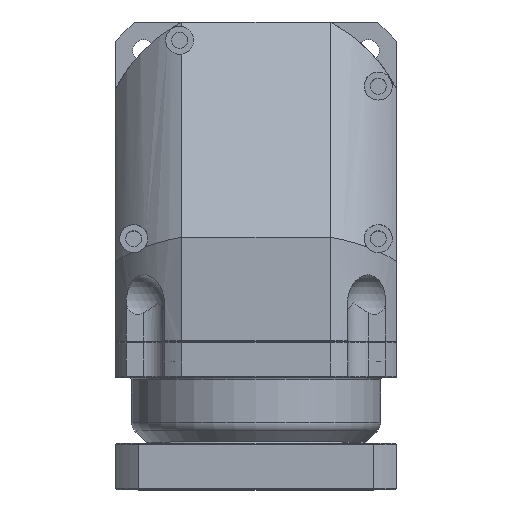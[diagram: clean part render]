
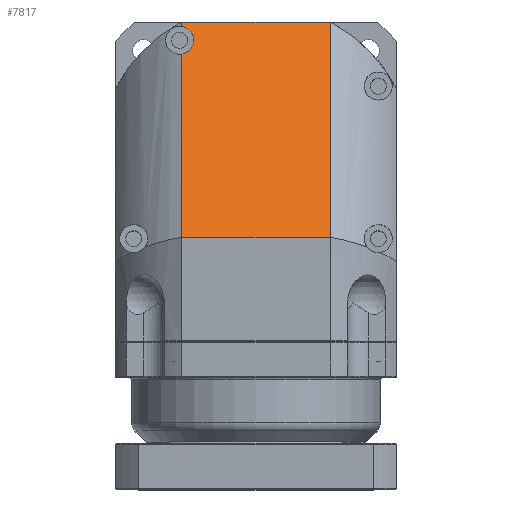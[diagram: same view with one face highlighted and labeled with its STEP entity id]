
A CAD part, top view. The second image highlights one B-rep face of the part: STEP entity #7817.
In plain terms, the highlighted face is planar.
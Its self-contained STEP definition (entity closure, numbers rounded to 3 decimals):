
#3537=CARTESIAN_POINT('',(16.5,-57.5,30.311));
#3941=DIRECTION('',(0.,0.,-1.));
#3942=VECTOR('',#3941,60.622);
#3943=CARTESIAN_POINT('',(16.5,-57.5,30.311));
#3944=LINE('',#3943,#3942);
#3945=CARTESIAN_POINT('',(5.478,-44.365,30.311));
#3946=CARTESIAN_POINT('',(5.528,-44.424,29.96));
#3947=CARTESIAN_POINT('',(5.627,-44.542,29.542));
#3948=CARTESIAN_POINT('',(5.825,-44.778,28.895));
#3949=CARTESIAN_POINT('',(6.073,-45.073,28.335));
#3950=CARTESIAN_POINT('',(6.37,-45.428,27.807));
#3951=CARTESIAN_POINT('',(6.767,-45.9,27.243));
#3952=CARTESIAN_POINT('',(7.262,-46.491,26.708));
#3953=CARTESIAN_POINT('',(7.857,-47.2,26.241));
#3954=CARTESIAN_POINT('',(8.452,-47.908,25.905));
#3955=CARTESIAN_POINT('',(9.245,-48.854,25.601));
#3956=CARTESIAN_POINT('',(10.236,-50.035,25.458));
#3957=CARTESIAN_POINT('',(11.227,-51.216,25.601));
#3958=CARTESIAN_POINT('',(12.02,-52.161,25.905));
#3959=CARTESIAN_POINT('',(12.615,-52.87,26.241));
#3960=CARTESIAN_POINT('',(13.21,-53.579,26.708));
#3961=CARTESIAN_POINT('',(13.705,-54.169,27.243));
#3962=CARTESIAN_POINT('',(14.102,-54.642,27.807));
#3963=CARTESIAN_POINT('',(14.399,-54.996,28.335));
#3964=CARTESIAN_POINT('',(14.647,-55.292,28.895));
#3965=CARTESIAN_POINT('',(14.845,-55.528,29.542));
#3966=CARTESIAN_POINT('',(14.944,-55.646,29.96));
#3967=CARTESIAN_POINT('',(14.994,-55.705,30.311));
#3969=DIRECTION('',(0.643,-0.766,0.));
#3970=VECTOR('',#3969,2.343);
#3971=CARTESIAN_POINT('',(14.994,-55.705,30.311));
#3972=LINE('',#3971,#3970);
#3973=DIRECTION('',(-0.643,0.766,0.));
#3974=VECTOR('',#3973,115.124);
#3975=CARTESIAN_POINT('',(16.5,-57.5,-30.311));
#3976=LINE('',#3975,#3974);
#3977=DIRECTION('',(0.643,-0.766,0.));
#3978=VECTOR('',#3977,97.977);
#3979=CARTESIAN_POINT('',(-57.5,30.69,30.311));
#3980=LINE('',#3979,#3978);
#4731=DIRECTION('',(0.,0.,1.));
#4732=VECTOR('',#4731,60.622);
#4733=CARTESIAN_POINT('',(-57.5,30.69,-30.311));
#4734=LINE('',#4733,#4732);
#6119=VERTEX_POINT('',#3945);
#6120=VERTEX_POINT('',#3967);
#6161=VERTEX_POINT('',#3537);
#6166=CARTESIAN_POINT('',(16.5,-57.5,-30.311));
#6167=CARTESIAN_POINT('',(-57.5,30.69,-30.311));
#6168=VERTEX_POINT('',#6166);
#6169=VERTEX_POINT('',#6167);
#6170=CARTESIAN_POINT('',(-57.5,30.69,30.311));
#6171=VERTEX_POINT('',#6170);
#7799=CARTESIAN_POINT('',(16.5,-57.5,78.));
#7800=DIRECTION('',(0.766,0.643,0.));
#7801=DIRECTION('',(-0.643,0.766,0.));
#7802=AXIS2_PLACEMENT_3D('',#7799,#7800,#7801);
#7803=PLANE('',#7802);
#7805=ORIENTED_EDGE('',*,*,#7804,.T.);
#7807=ORIENTED_EDGE('',*,*,#7806,.T.);
#7808=ORIENTED_EDGE('',*,*,#7792,.T.);
#7810=ORIENTED_EDGE('',*,*,#7809,.T.);
#7812=ORIENTED_EDGE('',*,*,#7811,.T.);
#7814=ORIENTED_EDGE('',*,*,#7813,.T.);
#7815=EDGE_LOOP('',(#7805,#7807,#7808,#7810,#7812,#7814));
#7816=FACE_OUTER_BOUND('',#7815,.F.);
#7817=ADVANCED_FACE('',(#7816),#7803,.F.);
#3968=B_SPLINE_CURVE_WITH_KNOTS('',3,(#3945,#3946,#3947,#3948,#3949,#3950,#3951,
#3952,#3953,#3954,#3955,#3956,#3957,#3958,#3959,#3960,#3961,#3962,#3963,#3964,
#3965,#3966,#3967),.UNSPECIFIED.,.F.,.F.,(4,1,1,1,1,1,1,1,1,1,1,1,1,1,1,1,1,1,1,
1,4),(0.,0.016,0.031,0.063,0.094,0.125,0.188,0.25,0.313,
0.375,0.5,0.625,0.688,0.75,0.813,0.875,0.906,0.938,
0.969,0.984,1.),.UNSPECIFIED.);
#7792=EDGE_CURVE('',#6161,#6168,#3944,.T.);
#7804=EDGE_CURVE('',#6119,#6120,#3968,.T.);
#7806=EDGE_CURVE('',#6120,#6161,#3972,.T.);
#7809=EDGE_CURVE('',#6168,#6169,#3976,.T.);
#7811=EDGE_CURVE('',#6169,#6171,#4734,.T.);
#7813=EDGE_CURVE('',#6171,#6119,#3980,.T.);
